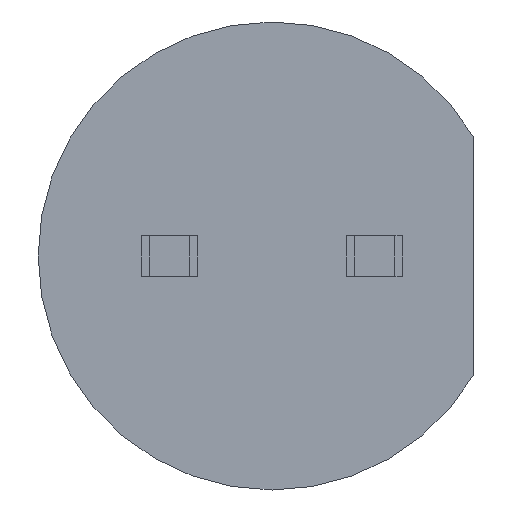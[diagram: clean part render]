
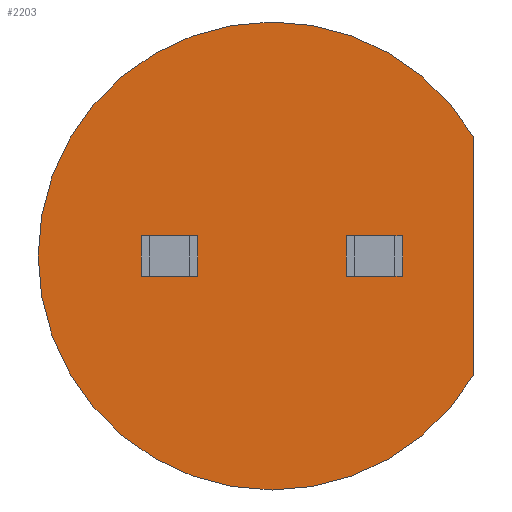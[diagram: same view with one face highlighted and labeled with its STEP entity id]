
A CAD part, front view. The second image highlights one B-rep face of the part: STEP entity #2203.
In plain terms, the highlighted planar face has unit normal (0, -1, 0).
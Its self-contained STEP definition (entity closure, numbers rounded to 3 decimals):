
#62 = DIRECTION ( 'NONE',  ( 0., 0., 1. ) ) ;
#452 = VERTEX_POINT ( 'NONE', #883 ) ;
#544 = ORIENTED_EDGE ( 'NONE', *, *, #3623, .F. ) ;
#633 = CARTESIAN_POINT ( 'NONE',  ( 0., 0., 0. ) ) ;
#657 = DIRECTION ( 'NONE',  ( 0., 0., 1. ) ) ;
#658 = DIRECTION ( 'NONE',  ( 0., 1., 0. ) ) ;
#883 = CARTESIAN_POINT ( 'NONE',  ( 0., 0., -2.9 ) ) ;
#1011 = EDGE_LOOP ( 'NONE', ( #544, #2758, #2186, #1292 ) ) ;
#1057 = CARTESIAN_POINT ( 'NONE',  ( 0., 0., 0. ) ) ;
#1292 = ORIENTED_EDGE ( 'NONE', *, *, #3276, .F. ) ;
#1544 = AXIS2_PLACEMENT_3D ( 'NONE', #1057, #3284, #3068 ) ;
#1636 = PLANE ( 'NONE',  #3815 ) ;
#2044 = EDGE_CURVE ( 'NONE', #2088, #2777, #2425, .T. ) ;
#2063 = DIRECTION ( 'NONE',  ( 0., 1., 0. ) ) ;
#2088 = VERTEX_POINT ( 'NONE', #4019 ) ;
#2135 = AXIS2_PLACEMENT_3D ( 'NONE', #633, #658, #657 ) ;
#2186 = ORIENTED_EDGE ( 'NONE', *, *, #3556, .F. ) ;
#2203 = ADVANCED_FACE ( 'NONE', ( #3044 ), #1636, .F. ) ;
#2246 = AXIS2_PLACEMENT_3D ( 'NONE', #2938, #4006, #2435 ) ;
#2323 = VERTEX_POINT ( 'NONE', #3702 ) ;
#2396 = CIRCLE ( 'NONE', #2246, 2.9 ) ;
#2425 = CIRCLE ( 'NONE', #1544, 2.9 ) ;
#2435 = DIRECTION ( 'NONE',  ( 0., 0., 1. ) ) ;
#2451 = CIRCLE ( 'NONE', #2135, 2.9 ) ;
#2466 = CARTESIAN_POINT ( 'NONE',  ( 2.5, 0., 1.47 ) ) ;
#2758 = ORIENTED_EDGE ( 'NONE', *, *, #2044, .F. ) ;
#2777 = VERTEX_POINT ( 'NONE', #2466 ) ;
#2938 = CARTESIAN_POINT ( 'NONE',  ( 0., 0., 0. ) ) ;
#3030 = CARTESIAN_POINT ( 'NONE',  ( 0., 0., 0. ) ) ;
#3044 = FACE_OUTER_BOUND ( 'NONE', #1011, .T. ) ;
#3068 = DIRECTION ( 'NONE',  ( 0., 0., 1. ) ) ;
#3276 = EDGE_CURVE ( 'NONE', #2323, #452, #2451, .T. ) ;
#3284 = DIRECTION ( 'NONE',  ( 0., 1., 0. ) ) ;
#3488 = VECTOR ( 'NONE', #4018, 1000. ) ;
#3556 = EDGE_CURVE ( 'NONE', #452, #2088, #2396, .T. ) ;
#3623 = EDGE_CURVE ( 'NONE', #2777, #2323, #3907, .T. ) ;
#3702 = CARTESIAN_POINT ( 'NONE',  ( 2.5, 0., -1.47 ) ) ;
#3815 = AXIS2_PLACEMENT_3D ( 'NONE', #3030, #2063, #62 ) ;
#3907 = LINE ( 'NONE', #4020, #3488 ) ;
#4006 = DIRECTION ( 'NONE',  ( 0., 1., 0. ) ) ;
#4018 = DIRECTION ( 'NONE',  ( 0., 0., -1. ) ) ;
#4019 = CARTESIAN_POINT ( 'NONE',  ( 0., 0., 2.9 ) ) ;
#4020 = CARTESIAN_POINT ( 'NONE',  ( 2.5, 0., 0. ) ) ;
